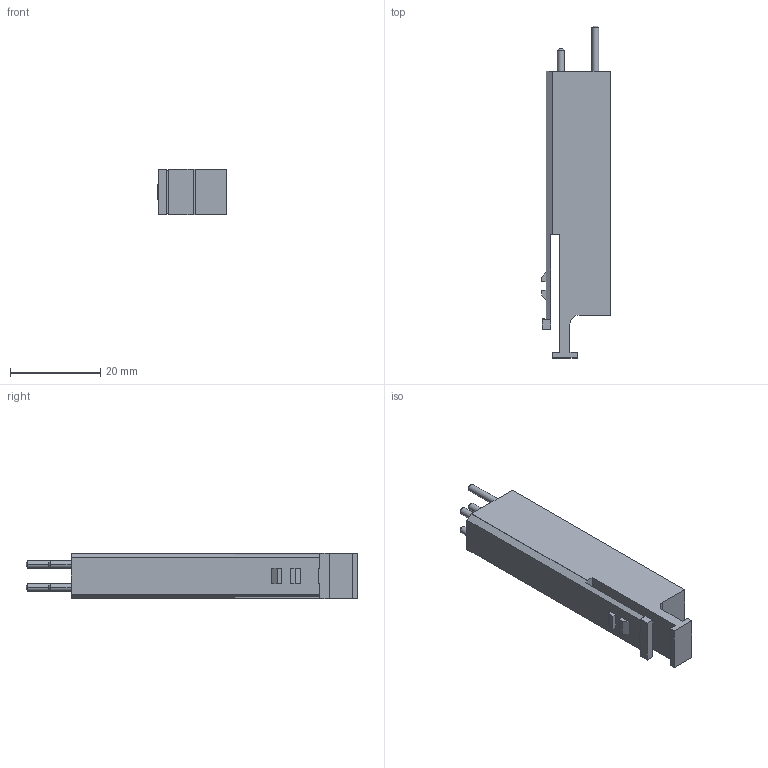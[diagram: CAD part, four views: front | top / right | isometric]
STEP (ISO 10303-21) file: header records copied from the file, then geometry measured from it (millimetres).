
FILE_DESCRIPTION((''),'2;1');
FILE_NAME('A0335242','2012-08-28T',('ryans'),('Bourns, Inc.'),'PRO/ENGINEER BY PARAMETRIC TECHNOLOGY CORPORATION, 2010100','PRO/ENGINEER BY PARAMETRIC TECHNOLOGY CORPORATION, 2010100','');
FILE_SCHEMA(('CONFIG_CONTROL_DESIGN'));
Length unit declared in the file: millimetre
Products named in the file (1): A0335242
Bounding box: 15.14 x 73.5 x 10 mm (x, y, z)
Volume: 7401.2 mm3; surface area: 3801.2 mm2
Topology: 1 solids, 1 shells, 66 faces, 163 edges, 106 vertices
Faces by surface type: plane 49, cylinder 9, cone 8
Entity records: 1967 total; most frequent: CARTESIAN_POINT 335, ORIENTED_EDGE 326, DIRECTION 321, EDGE_CURVE 163, VECTOR 137, LINE 137, VERTEX_POINT 106, AXIS2_PLACEMENT_3D 92
